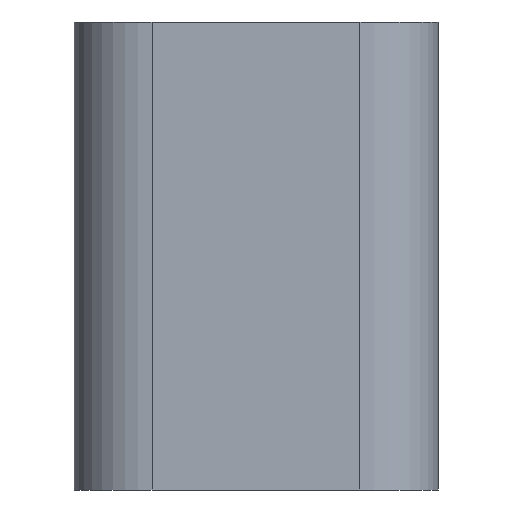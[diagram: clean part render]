
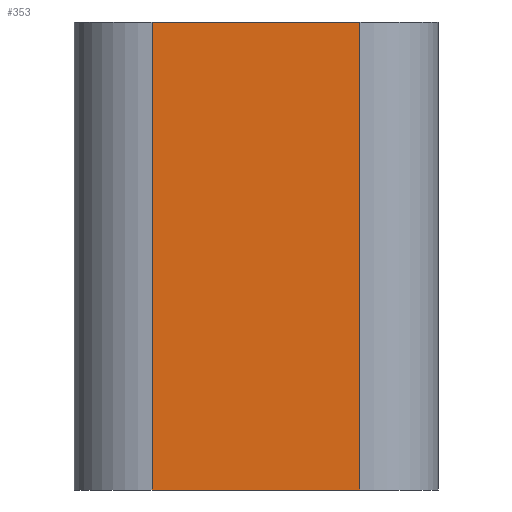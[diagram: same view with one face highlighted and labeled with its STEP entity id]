
A CAD part, left-side view. The second image highlights one B-rep face of the part: STEP entity #353.
In plain terms, the highlighted planar face has unit normal (-1, 0, 0).
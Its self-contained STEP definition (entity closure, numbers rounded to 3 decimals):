
#1 = VERTEX_POINT ( 'NONE', #314 ) ;
#6 = EDGE_CURVE ( 'NONE', #156, #535, #193, .T. ) ;
#18 = EDGE_CURVE ( 'NONE', #392, #535, #318, .T. ) ;
#21 = VECTOR ( 'NONE', #370, 1000. ) ;
#34 = CARTESIAN_POINT ( 'NONE',  ( -10., -3.5, 0. ) ) ;
#40 = EDGE_CURVE ( 'NONE', #392, #1, #109, .T. ) ;
#43 = ORIENTED_EDGE ( 'NONE', *, *, #6, .T. ) ;
#61 = DIRECTION ( 'NONE',  ( 0., 0., -1. ) ) ;
#77 = ORIENTED_EDGE ( 'NONE', *, *, #40, .T. ) ;
#79 = PLANE ( 'NONE',  #113 ) ;
#84 = VECTOR ( 'NONE', #454, 1000. ) ;
#85 = DIRECTION ( 'NONE',  ( 1., 0., 0. ) ) ;
#87 = LINE ( 'NONE', #34, #84 ) ;
#109 = LINE ( 'NONE', #542, #566 ) ;
#113 = AXIS2_PLACEMENT_3D ( 'NONE', #231, #85, #304 ) ;
#128 = ORIENTED_EDGE ( 'NONE', *, *, #18, .F. ) ;
#141 = CARTESIAN_POINT ( 'NONE',  ( -10., -3.5, 9. ) ) ;
#156 = VERTEX_POINT ( 'NONE', #187 ) ;
#175 = ORIENTED_EDGE ( 'NONE', *, *, #401, .T. ) ;
#187 = CARTESIAN_POINT ( 'NONE',  ( -10., -2., 0. ) ) ;
#193 = LINE ( 'NONE', #329, #21 ) ;
#231 = CARTESIAN_POINT ( 'NONE',  ( -10., -3.5, 9. ) ) ;
#304 = DIRECTION ( 'NONE',  ( 0., 0., -1. ) ) ;
#307 = EDGE_LOOP ( 'NONE', ( #175, #43, #128, #77 ) ) ;
#314 = CARTESIAN_POINT ( 'NONE',  ( -10., 2., 0. ) ) ;
#318 = LINE ( 'NONE', #141, #434 ) ;
#329 = CARTESIAN_POINT ( 'NONE',  ( -10., -2., 9. ) ) ;
#353 = ADVANCED_FACE ( 'NONE', ( #568 ), #79, .F. ) ;
#368 = CARTESIAN_POINT ( 'NONE',  ( -10., -2., 9. ) ) ;
#370 = DIRECTION ( 'NONE',  ( 0., 0., 1. ) ) ;
#392 = VERTEX_POINT ( 'NONE', #523 ) ;
#401 = EDGE_CURVE ( 'NONE', #1, #156, #87, .T. ) ;
#434 = VECTOR ( 'NONE', #501, 1000. ) ;
#454 = DIRECTION ( 'NONE',  ( 0., -1., 0. ) ) ;
#501 = DIRECTION ( 'NONE',  ( 0., -1., 0. ) ) ;
#523 = CARTESIAN_POINT ( 'NONE',  ( -10., 2., 9. ) ) ;
#535 = VERTEX_POINT ( 'NONE', #368 ) ;
#542 = CARTESIAN_POINT ( 'NONE',  ( -10., 2., 9. ) ) ;
#566 = VECTOR ( 'NONE', #61, 1000. ) ;
#568 = FACE_OUTER_BOUND ( 'NONE', #307, .T. ) ;
